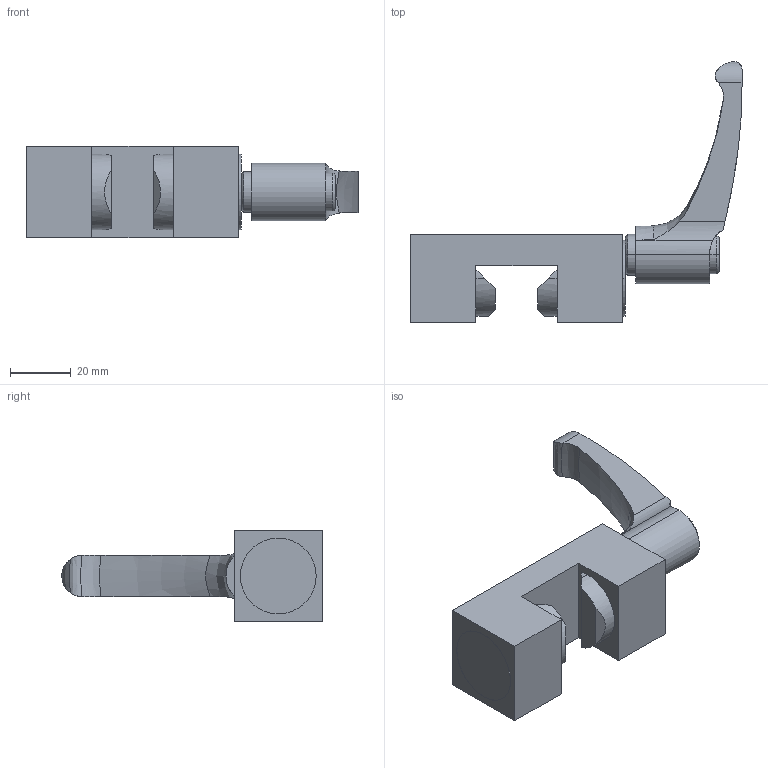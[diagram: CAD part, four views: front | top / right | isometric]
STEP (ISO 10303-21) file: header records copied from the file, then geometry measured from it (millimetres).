
FILE_DESCRIPTION (( 'STEP AP203' ), '1' );
FILE_NAME ('HK2505KR.STEP', '2023-03-30T13:47:02', ( '' ), ( '' ), 'SwSTEP 2.0', 'SolidWorks 2022', '' );
FILE_SCHEMA (( 'CONFIG_CONTROL_DESIGN' ));
Length unit declared in the file: millimetre
Products named in the file (3): HK2505KR; ELESA-Klemmhebel GN 604-63-M8-SG; ghkHK2505KR73614
Assembly tree (2 placements, depth 2):
  HK2505KR
    ELESA-Klemmhebel GN 604-63-M8-SG
    ghkHK2505KR73614
Bounding box: 109.41 x 85.83 x 30 mm (x, y, z)
Volume: 63354.6 mm3; surface area: 16242.8 mm2
Topology: 2 solids, 2 shells, 95 faces, 236 edges, 148 vertices
Faces by surface type: cylinder 33, plane 33, cone 19, bspline 8, torus 2
Entity records: 3997 total; most frequent: CARTESIAN_POINT 1566, ORIENTED_EDGE 456, DIRECTION 429, EDGE_CURVE 228, AXIS2_PLACEMENT_3D 164, VERTEX_POINT 148, EDGE_LOOP 106, VECTOR 101
